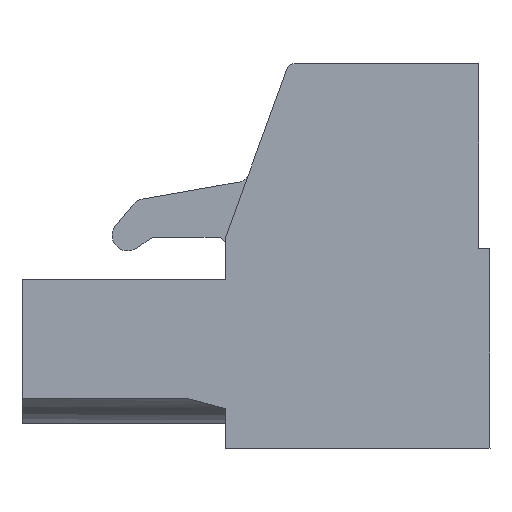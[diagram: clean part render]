
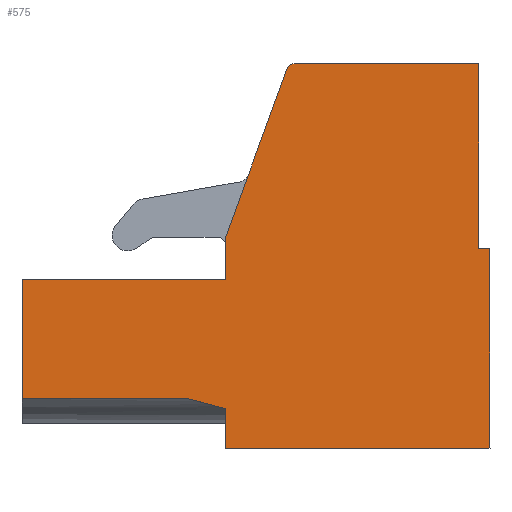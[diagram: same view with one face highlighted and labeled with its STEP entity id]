
A CAD part, front view. The second image highlights one B-rep face of the part: STEP entity #575.
In plain terms, the highlighted planar face has unit normal (0, -1, 0).
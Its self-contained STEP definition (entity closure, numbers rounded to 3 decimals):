
#575 = ADVANCED_FACE( '', ( #1250 ), #1251, .F. );
#1250 = FACE_OUTER_BOUND( '', #1987, .T. );
#1251 = PLANE( '', #1988 );
#1987 = EDGE_LOOP( '', ( #3627, #3628, #3629, #3630, #3631, #3632, #3633, #3634, #3635, #3636, #3637, #3638, #3639 ) );
#1988 = AXIS2_PLACEMENT_3D( '', #3640, #3641, #3642 );
#3627 = ORIENTED_EDGE( '', *, *, #4693, .F. );
#3628 = ORIENTED_EDGE( '', *, *, #4189, .F. );
#3629 = ORIENTED_EDGE( '', *, *, #4468, .T. );
#3630 = ORIENTED_EDGE( '', *, *, #4694, .F. );
#3631 = ORIENTED_EDGE( '', *, *, #4232, .F. );
#3632 = ORIENTED_EDGE( '', *, *, #4695, .T. );
#3633 = ORIENTED_EDGE( '', *, *, #4524, .F. );
#3634 = ORIENTED_EDGE( '', *, *, #4583, .F. );
#3635 = ORIENTED_EDGE( '', *, *, #4696, .T. );
#3636 = ORIENTED_EDGE( '', *, *, #4431, .T. );
#3637 = ORIENTED_EDGE( '', *, *, #4697, .T. );
#3638 = ORIENTED_EDGE( '', *, *, #4622, .T. );
#3639 = ORIENTED_EDGE( '', *, *, #4424, .F. );
#3640 = CARTESIAN_POINT( '', ( 59.25, -55.92, -1.8 ) );
#3641 = DIRECTION( '', ( 0., 1., 0. ) );
#3642 = DIRECTION( '', ( -1., 0., 0. ) );
#4189 = EDGE_CURVE( '', #5010, #5012, #5013, .T. );
#4232 = EDGE_CURVE( '', #5089, #5091, #5092, .T. );
#4424 = EDGE_CURVE( '', #5385, #5387, #5388, .T. );
#4431 = EDGE_CURVE( '', #5398, #5396, #5399, .T. );
#4468 = EDGE_CURVE( '', #5010, #5458, #5460, .T. );
#4524 = EDGE_CURVE( '', #5538, #5526, #5540, .T. );
#4583 = EDGE_CURVE( '', #5618, #5538, #5620, .T. );
#4622 = EDGE_CURVE( '', #5665, #5387, #5666, .T. );
#4693 = EDGE_CURVE( '', #5012, #5385, #5748, .T. );
#4694 = EDGE_CURVE( '', #5091, #5458, #5749, .T. );
#4695 = EDGE_CURVE( '', #5089, #5526, #5750, .T. );
#4696 = EDGE_CURVE( '', #5618, #5398, #5751, .T. );
#4697 = EDGE_CURVE( '', #5396, #5665, #5752, .T. );
#5010 = VERTEX_POINT( '', #6148 );
#5012 = VERTEX_POINT( '', #6151 );
#5013 = LINE( '', #6152, #6153 );
#5089 = VERTEX_POINT( '', #6259 );
#5091 = VERTEX_POINT( '', #6262 );
#5092 = LINE( '', #6263, #6264 );
#5385 = VERTEX_POINT( '', #6670 );
#5387 = VERTEX_POINT( '', #6673 );
#5388 = LINE( '', #6674, #6675 );
#5396 = VERTEX_POINT( '', #6685 );
#5398 = VERTEX_POINT( '', #6688 );
#5399 = LINE( '', #6689, #6690 );
#5458 = VERTEX_POINT( '', #6775 );
#5460 = LINE( '', #6778, #6779 );
#5526 = VERTEX_POINT( '', #6866 );
#5538 = VERTEX_POINT( '', #6885 );
#5540 = LINE( '', #6888, #6889 );
#5618 = VERTEX_POINT( '', #7000 );
#5620 = LINE( '', #7003, #7004 );
#5665 = VERTEX_POINT( '', #7062 );
#5666 = LINE( '', #7063, #7064 );
#5748 = LINE( '', #7174, #7175 );
#5749 = LINE( '', #7176, #7177 );
#5750 = CIRCLE( '', #7178, 0.3 );
#5751 = LINE( '', #7179, #7180 );
#5752 = LINE( '', #7181, #7182 );
#6148 = CARTESIAN_POINT( '', ( 60.45, -55.92, -7.45 ) );
#6151 = CARTESIAN_POINT( '', ( 60.45, -55.92, -15.5 ) );
#6152 = CARTESIAN_POINT( '', ( 60.45, -55.92, -14.8 ) );
#6153 = VECTOR( '', #7440, 1000. );
#6259 = CARTESIAN_POINT( '', ( 52.558, -55.92, 0. ) );
#6262 = CARTESIAN_POINT( '', ( 60., -55.92, 0. ) );
#6263 = CARTESIAN_POINT( '', ( 60.15, -55.92, 0. ) );
#6264 = VECTOR( '', #7487, 1000. );
#6670 = CARTESIAN_POINT( '', ( 49.8, -55.92, -15.5 ) );
#6673 = CARTESIAN_POINT( '', ( 49.8, -55.92, -13.9 ) );
#6674 = CARTESIAN_POINT( '', ( 49.8, -55.92, -13.9 ) );
#6675 = VECTOR( '', #7698, 1000. );
#6685 = CARTESIAN_POINT( '', ( 41.6, -55.92, -13.5 ) );
#6688 = CARTESIAN_POINT( '', ( 41.6, -55.92, -8.7 ) );
#6689 = CARTESIAN_POINT( '', ( 41.6, -55.92, -13.5 ) );
#6690 = VECTOR( '', #7708, 1000. );
#6775 = CARTESIAN_POINT( '', ( 60., -55.92, -7.45 ) );
#6778 = CARTESIAN_POINT( '', ( 60.45, -55.92, -7.45 ) );
#6779 = VECTOR( '', #7760, 1000. );
#6866 = CARTESIAN_POINT( '', ( 52.276, -55.92, -0.197 ) );
#6885 = CARTESIAN_POINT( '', ( 49.8, -55.92, -7. ) );
#6888 = CARTESIAN_POINT( '', ( 49.668, -55.92, -7.361 ) );
#6889 = VECTOR( '', #7820, 1000. );
#7000 = CARTESIAN_POINT( '', ( 49.8, -55.92, -8.7 ) );
#7003 = CARTESIAN_POINT( '', ( 49.8, -55.92, -13.9 ) );
#7004 = VECTOR( '', #7876, 1000. );
#7062 = CARTESIAN_POINT( '', ( 48.307, -55.92, -13.5 ) );
#7063 = CARTESIAN_POINT( '', ( 49.8, -55.92, -13.9 ) );
#7064 = VECTOR( '', #7905, 1000. );
#7174 = CARTESIAN_POINT( '', ( 49.8, -55.92, -15.5 ) );
#7175 = VECTOR( '', #7970, 1000. );
#7176 = CARTESIAN_POINT( '', ( 60., -55.92, -8. ) );
#7177 = VECTOR( '', #7971, 1000. );
#7178 = AXIS2_PLACEMENT_3D( '', #7972, #7973, #7974 );
#7179 = CARTESIAN_POINT( '', ( 41.5, -55.92, -8.7 ) );
#7180 = VECTOR( '', #7975, 1000. );
#7181 = CARTESIAN_POINT( '', ( 48.307, -55.92, -13.5 ) );
#7182 = VECTOR( '', #7976, 1000. );
#7440 = DIRECTION( '', ( 0., 0., -1. ) );
#7487 = DIRECTION( '', ( 1., 0., 0. ) );
#7698 = DIRECTION( '', ( 0., 0., 1. ) );
#7708 = DIRECTION( '', ( 0., 0., -1. ) );
#7760 = DIRECTION( '', ( -1., 0., 0. ) );
#7820 = DIRECTION( '', ( 0.342, 0., 0.94 ) );
#7876 = DIRECTION( '', ( 0., 0., 1. ) );
#7905 = DIRECTION( '', ( 0.966, 0., -0.259 ) );
#7970 = DIRECTION( '', ( -1., 0., 0. ) );
#7971 = DIRECTION( '', ( 0., 0., -1. ) );
#7972 = CARTESIAN_POINT( '', ( 52.558, -55.92, -0.3 ) );
#7973 = DIRECTION( '', ( 0., -1., 0. ) );
#7974 = DIRECTION( '', ( 1., 0., 0. ) );
#7975 = DIRECTION( '', ( -1., 0., 0. ) );
#7976 = DIRECTION( '', ( 1., 0., 0. ) );
